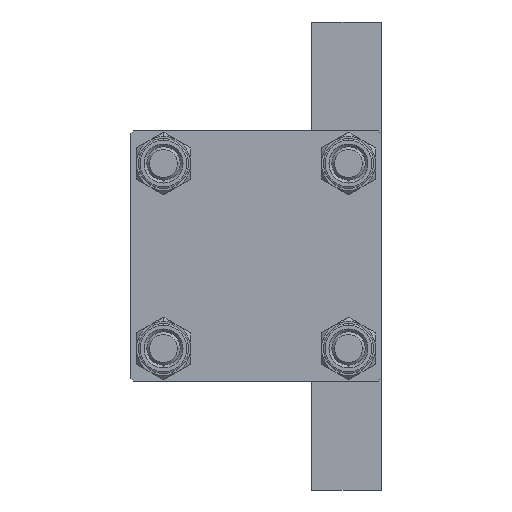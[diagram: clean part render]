
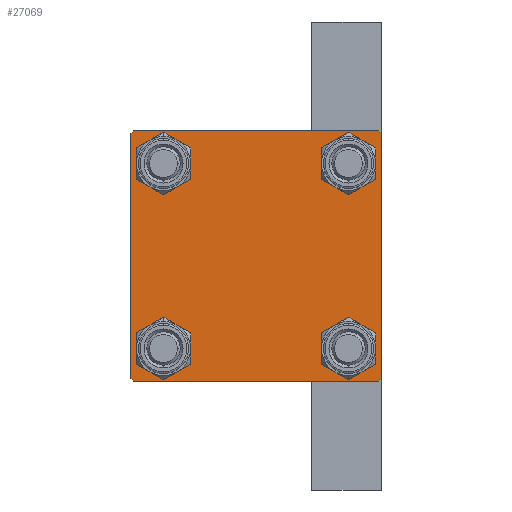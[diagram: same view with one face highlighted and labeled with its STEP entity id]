
A CAD part, left-side view. The second image highlights one B-rep face of the part: STEP entity #27069.
In plain terms, the highlighted planar face has unit normal (-1, 0, 0).
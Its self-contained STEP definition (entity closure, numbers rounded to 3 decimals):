
#443 = FACE_BOUND ( 'NONE', #32550, .T. ) ;
#565 = LINE ( 'NONE', #7294, #8268 ) ;
#872 = EDGE_CURVE ( 'NONE', #17269, #42432, #43585, .T. ) ;
#1171 = PLANE ( 'NONE',  #33779 ) ;
#1970 = ORIENTED_EDGE ( 'NONE', *, *, #45072, .T. ) ;
#2715 = VERTEX_POINT ( 'NONE', #8416 ) ;
#2781 = CARTESIAN_POINT ( 'NONE',  ( 0., 16.6, -16.6 ) ) ;
#2898 = CIRCLE ( 'NONE', #29086, 3.5 ) ;
#2909 = CARTESIAN_POINT ( 'NONE',  ( 0., 22.25, -22.25 ) ) ;
#3038 = AXIS2_PLACEMENT_3D ( 'NONE', #2781, #17722, #32420 ) ;
#3471 = DIRECTION ( 'NONE',  ( 0., -0.707, 0.707 ) ) ;
#3933 = ORIENTED_EDGE ( 'NONE', *, *, #24775, .T. ) ;
#3977 = CIRCLE ( 'NONE', #45615, 3.5 ) ;
#4643 = EDGE_CURVE ( 'NONE', #23715, #8258, #5210, .T. ) ;
#4858 = CARTESIAN_POINT ( 'NONE',  ( 0., 16.6, 16.6 ) ) ;
#4988 = VERTEX_POINT ( 'NONE', #28607 ) ;
#5210 = CIRCLE ( 'NONE', #8234, 3.5 ) ;
#5266 = DIRECTION ( 'NONE',  ( 0., 0., 1. ) ) ;
#5516 = CARTESIAN_POINT ( 'NONE',  ( 0., -22.25, 22.25 ) ) ;
#5651 = DIRECTION ( 'NONE',  ( 1., 0., 0. ) ) ;
#5822 = DIRECTION ( 'NONE',  ( 0., -0.707, -0.707 ) ) ;
#5915 = CARTESIAN_POINT ( 'NONE',  ( 0., 22.5, 22.5 ) ) ;
#6221 = EDGE_CURVE ( 'NONE', #17801, #20993, #565, .T. ) ;
#6516 = ORIENTED_EDGE ( 'NONE', *, *, #24137, .T. ) ;
#6646 = CARTESIAN_POINT ( 'NONE',  ( 0., 22.5, -22. ) ) ;
#6718 = DIRECTION ( 'NONE',  ( 1., 0., 0. ) ) ;
#6841 = VECTOR ( 'NONE', #19744, 1000. ) ;
#7294 = CARTESIAN_POINT ( 'NONE',  ( 0., -22.25, -22.25 ) ) ;
#7341 = CARTESIAN_POINT ( 'NONE',  ( 0., 16.6, -20.1 ) ) ;
#7482 = CARTESIAN_POINT ( 'NONE',  ( 0., -22.5, 22. ) ) ;
#7596 = CARTESIAN_POINT ( 'NONE',  ( 0., 22.5, 22. ) ) ;
#7669 = DIRECTION ( 'NONE',  ( 0., 0., 1. ) ) ;
#7912 = VERTEX_POINT ( 'NONE', #47502 ) ;
#8234 = AXIS2_PLACEMENT_3D ( 'NONE', #25993, #6718, #7669 ) ;
#8258 = VERTEX_POINT ( 'NONE', #27793 ) ;
#8268 = VECTOR ( 'NONE', #3471, 1000. ) ;
#8416 = CARTESIAN_POINT ( 'NONE',  ( 0., 22., 22.5 ) ) ;
#8522 = VERTEX_POINT ( 'NONE', #10345 ) ;
#8657 = CARTESIAN_POINT ( 'NONE',  ( 0., 22.5, 22.5 ) ) ;
#8859 = LINE ( 'NONE', #23566, #10671 ) ;
#9563 = CARTESIAN_POINT ( 'NONE',  ( 0., -16.6, -16.6 ) ) ;
#9836 = VECTOR ( 'NONE', #23375, 1000. ) ;
#9878 = LINE ( 'NONE', #16649, #20319 ) ;
#10345 = CARTESIAN_POINT ( 'NONE',  ( 0., -16.6, 13.1 ) ) ;
#10671 = VECTOR ( 'NONE', #31038, 1000. ) ;
#10785 = DIRECTION ( 'NONE',  ( 1., 0., 0. ) ) ;
#11493 = CARTESIAN_POINT ( 'NONE',  ( 0., 16.6, -16.6 ) ) ;
#11522 = FACE_BOUND ( 'NONE', #12183, .T. ) ;
#11668 = EDGE_CURVE ( 'NONE', #12488, #8522, #20818, .T. ) ;
#11952 = EDGE_CURVE ( 'NONE', #46641, #17801, #34050, .T. ) ;
#12183 = EDGE_LOOP ( 'NONE', ( #16207, #14126 ) ) ;
#12488 = VERTEX_POINT ( 'NONE', #32907 ) ;
#12559 = DIRECTION ( 'NONE',  ( 0., 0., 1. ) ) ;
#13282 = EDGE_LOOP ( 'NONE', ( #16506, #6516 ) ) ;
#14126 = ORIENTED_EDGE ( 'NONE', *, *, #32171, .T. ) ;
#15092 = ORIENTED_EDGE ( 'NONE', *, *, #6221, .T. ) ;
#15216 = AXIS2_PLACEMENT_3D ( 'NONE', #9563, #23810, #5266 ) ;
#15318 = DIRECTION ( 'NONE',  ( 1., 0., 0. ) ) ;
#15703 = DIRECTION ( 'NONE',  ( 1., 0., 0. ) ) ;
#16012 = CARTESIAN_POINT ( 'NONE',  ( 0., -16.6, 16.6 ) ) ;
#16047 = VERTEX_POINT ( 'NONE', #7596 ) ;
#16207 = ORIENTED_EDGE ( 'NONE', *, *, #872, .T. ) ;
#16212 = VECTOR ( 'NONE', #28157, 1000. ) ;
#16355 = LINE ( 'NONE', #5516, #6841 ) ;
#16463 = EDGE_CURVE ( 'NONE', #2715, #16047, #9878, .T. ) ;
#16506 = ORIENTED_EDGE ( 'NONE', *, *, #4643, .T. ) ;
#16649 = CARTESIAN_POINT ( 'NONE',  ( 0., 22.25, 22.25 ) ) ;
#17269 = VERTEX_POINT ( 'NONE', #28888 ) ;
#17453 = EDGE_LOOP ( 'NONE', ( #22113, #1970, #27833, #15092, #23351, #34014, #37772, #28110 ) ) ;
#17507 = VERTEX_POINT ( 'NONE', #6646 ) ;
#17722 = DIRECTION ( 'NONE',  ( 1., 0., 0. ) ) ;
#17801 = VERTEX_POINT ( 'NONE', #21071 ) ;
#17832 = DIRECTION ( 'NONE',  ( 1., 0., 0. ) ) ;
#18309 = CIRCLE ( 'NONE', #15216, 3.5 ) ;
#19000 = FACE_OUTER_BOUND ( 'NONE', #17453, .T. ) ;
#19744 = DIRECTION ( 'NONE',  ( 0., 0.707, 0.707 ) ) ;
#20319 = VECTOR ( 'NONE', #27750, 1000. ) ;
#20544 = CARTESIAN_POINT ( 'NONE',  ( 0., -16.6, -13.1 ) ) ;
#20818 = CIRCLE ( 'NONE', #44729, 3.5 ) ;
#20993 = VERTEX_POINT ( 'NONE', #30882 ) ;
#21071 = CARTESIAN_POINT ( 'NONE',  ( 0., -22., -22.5 ) ) ;
#22113 = ORIENTED_EDGE ( 'NONE', *, *, #26087, .T. ) ;
#23330 = CARTESIAN_POINT ( 'NONE',  ( 0., 0., 0. ) ) ;
#23351 = ORIENTED_EDGE ( 'NONE', *, *, #27145, .F. ) ;
#23375 = DIRECTION ( 'NONE',  ( 0., 0., -1. ) ) ;
#23562 = CARTESIAN_POINT ( 'NONE',  ( 0., 22., -22.5 ) ) ;
#23566 = CARTESIAN_POINT ( 'NONE',  ( 0., -22.5, 22.5 ) ) ;
#23715 = VERTEX_POINT ( 'NONE', #20544 ) ;
#23810 = DIRECTION ( 'NONE',  ( 1., 0., 0. ) ) ;
#24125 = DIRECTION ( 'NONE',  ( 0., 0., 1. ) ) ;
#24137 = EDGE_CURVE ( 'NONE', #8258, #23715, #18309, .T. ) ;
#24775 = EDGE_CURVE ( 'NONE', #8522, #12488, #2898, .T. ) ;
#25993 = CARTESIAN_POINT ( 'NONE',  ( 0., -16.6, -16.6 ) ) ;
#26087 = EDGE_CURVE ( 'NONE', #16047, #17507, #45346, .T. ) ;
#26202 = DIRECTION ( 'NONE',  ( 0., 0., 1. ) ) ;
#26403 = CARTESIAN_POINT ( 'NONE',  ( 0., 16.6, 16.6 ) ) ;
#27069 = ADVANCED_FACE ( 'NONE', ( #443, #44585, #11522, #27424, #19000 ), #1171, .T. ) ;
#27145 = EDGE_CURVE ( 'NONE', #34232, #20993, #8859, .T. ) ;
#27424 = FACE_BOUND ( 'NONE', #36395, .T. ) ;
#27750 = DIRECTION ( 'NONE',  ( 0., 0.707, -0.707 ) ) ;
#27793 = CARTESIAN_POINT ( 'NONE',  ( 0., -16.6, -20.1 ) ) ;
#27833 = ORIENTED_EDGE ( 'NONE', *, *, #11952, .T. ) ;
#28110 = ORIENTED_EDGE ( 'NONE', *, *, #16463, .T. ) ;
#28157 = DIRECTION ( 'NONE',  ( 0., -1., 0. ) ) ;
#28455 = LINE ( 'NONE', #2909, #30281 ) ;
#28528 = VECTOR ( 'NONE', #42352, 1000. ) ;
#28607 = CARTESIAN_POINT ( 'NONE',  ( 0., 16.6, 20.1 ) ) ;
#28888 = CARTESIAN_POINT ( 'NONE',  ( 0., 16.6, -13.1 ) ) ;
#29086 = AXIS2_PLACEMENT_3D ( 'NONE', #47467, #10785, #24125 ) ;
#29175 = ORIENTED_EDGE ( 'NONE', *, *, #46911, .T. ) ;
#30281 = VECTOR ( 'NONE', #5822, 1000. ) ;
#30315 = AXIS2_PLACEMENT_3D ( 'NONE', #26403, #15318, #41622 ) ;
#30882 = CARTESIAN_POINT ( 'NONE',  ( 0., -22.5, -22. ) ) ;
#30886 = EDGE_CURVE ( 'NONE', #34232, #7912, #16355, .T. ) ;
#31038 = DIRECTION ( 'NONE',  ( 0., 0., -1. ) ) ;
#31889 = CARTESIAN_POINT ( 'NONE',  ( 0., 16.6, 13.1 ) ) ;
#32171 = EDGE_CURVE ( 'NONE', #42432, #17269, #33041, .T. ) ;
#32420 = DIRECTION ( 'NONE',  ( 0., 0., 1. ) ) ;
#32550 = EDGE_LOOP ( 'NONE', ( #36328, #3933 ) ) ;
#32907 = CARTESIAN_POINT ( 'NONE',  ( 0., -16.6, 20.1 ) ) ;
#33041 = CIRCLE ( 'NONE', #3038, 3.5 ) ;
#33779 = AXIS2_PLACEMENT_3D ( 'NONE', #23330, #33958, #37584 ) ;
#33958 = DIRECTION ( 'NONE',  ( -1., 0., 0. ) ) ;
#34014 = ORIENTED_EDGE ( 'NONE', *, *, #30886, .T. ) ;
#34050 = LINE ( 'NONE', #38158, #16212 ) ;
#34232 = VERTEX_POINT ( 'NONE', #7482 ) ;
#35089 = EDGE_CURVE ( 'NONE', #2715, #7912, #45976, .T. ) ;
#36328 = ORIENTED_EDGE ( 'NONE', *, *, #11668, .T. ) ;
#36395 = EDGE_LOOP ( 'NONE', ( #29175, #46382 ) ) ;
#37435 = EDGE_CURVE ( 'NONE', #40127, #4988, #3977, .T. ) ;
#37584 = DIRECTION ( 'NONE',  ( 0., 0., 1. ) ) ;
#37772 = ORIENTED_EDGE ( 'NONE', *, *, #35089, .F. ) ;
#38158 = CARTESIAN_POINT ( 'NONE',  ( 0., 22.5, -22.5 ) ) ;
#38455 = DIRECTION ( 'NONE',  ( 0., 0., 1. ) ) ;
#40127 = VERTEX_POINT ( 'NONE', #31889 ) ;
#41278 = AXIS2_PLACEMENT_3D ( 'NONE', #11493, #17832, #26202 ) ;
#41622 = DIRECTION ( 'NONE',  ( 0., 0., 1. ) ) ;
#42352 = DIRECTION ( 'NONE',  ( 0., -1., 0. ) ) ;
#42432 = VERTEX_POINT ( 'NONE', #7341 ) ;
#43585 = CIRCLE ( 'NONE', #41278, 3.5 ) ;
#44585 = FACE_BOUND ( 'NONE', #13282, .T. ) ;
#44729 = AXIS2_PLACEMENT_3D ( 'NONE', #16012, #5651, #38455 ) ;
#45072 = EDGE_CURVE ( 'NONE', #17507, #46641, #28455, .T. ) ;
#45346 = LINE ( 'NONE', #8657, #9836 ) ;
#45615 = AXIS2_PLACEMENT_3D ( 'NONE', #4858, #15703, #12559 ) ;
#45976 = LINE ( 'NONE', #5915, #28528 ) ;
#46382 = ORIENTED_EDGE ( 'NONE', *, *, #37435, .T. ) ;
#46522 = CIRCLE ( 'NONE', #30315, 3.5 ) ;
#46641 = VERTEX_POINT ( 'NONE', #23562 ) ;
#46911 = EDGE_CURVE ( 'NONE', #4988, #40127, #46522, .T. ) ;
#47467 = CARTESIAN_POINT ( 'NONE',  ( 0., -16.6, 16.6 ) ) ;
#47502 = CARTESIAN_POINT ( 'NONE',  ( 0., -22., 22.5 ) ) ;
